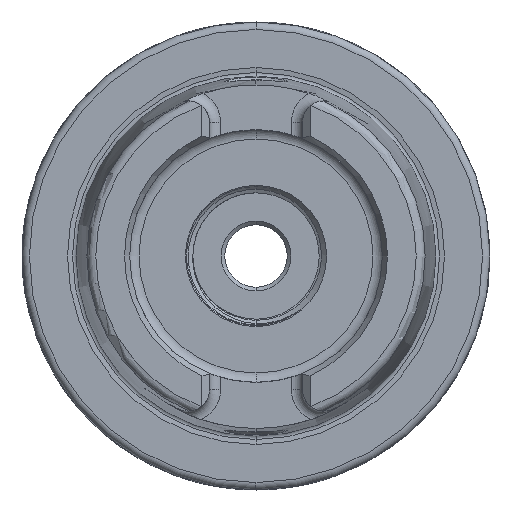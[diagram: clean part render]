
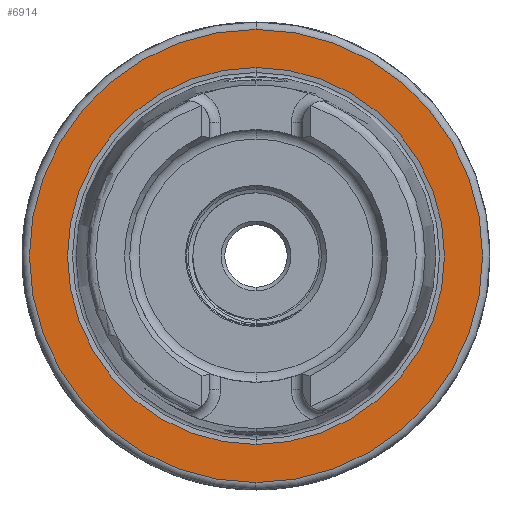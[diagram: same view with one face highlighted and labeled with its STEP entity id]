
A CAD part, left-side view. The second image highlights one B-rep face of the part: STEP entity #6914.
In plain terms, the highlighted planar face has unit normal (-1, 0, 0).
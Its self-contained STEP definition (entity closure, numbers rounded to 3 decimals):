
#47 = EDGE_CURVE ( 'NONE', #3590, #3588, #18651, .T. ) ;
#48 = EDGE_CURVE ( 'NONE', #3582, #3580, #18652, .T. ) ;
#397 = ORIENTED_EDGE ( 'NONE', *, *, #14810, .T. ) ;
#398 = ORIENTED_EDGE ( 'NONE', *, *, #47, .T. ) ;
#399 = ORIENTED_EDGE ( 'NONE', *, *, #48, .T. ) ;
#400 = ORIENTED_EDGE ( 'NONE', *, *, #14821, .T. ) ;
#519 = FACE_OUTER_BOUND ( 'NONE', #1036, .T. ) ;
#523 = FACE_BOUND ( 'NONE', #1037, .T. ) ;
#525 = AXIS2_PLACEMENT_3D ( 'NONE', #5476, #5477, #5478 ) ;
#1036 = EDGE_LOOP ( 'NONE', ( #397, #398 ) ) ;
#1037 = EDGE_LOOP ( 'NONE', ( #400, #399 ) ) ;
#1636 = CARTESIAN_POINT ( 'NONE',  ( 0., 0., 25.369 ) ) ;
#1637 = CARTESIAN_POINT ( 'NONE',  ( 0., 0., -25.369 ) ) ;
#1640 = CARTESIAN_POINT ( 'NONE',  ( 0., 0., 30.5 ) ) ;
#1641 = CARTESIAN_POINT ( 'NONE',  ( 0., 0., -30.5 ) ) ;
#3580 = VERTEX_POINT ( 'NONE', #1636 ) ;
#3582 = VERTEX_POINT ( 'NONE', #1637 ) ;
#3588 = VERTEX_POINT ( 'NONE', #1640 ) ;
#3590 = VERTEX_POINT ( 'NONE', #1641 ) ;
#4252 = AXIS2_PLACEMENT_3D ( 'NONE', #17265, #17266, #17267 ) ;
#5475 = PLANE ( 'NONE',  #525 ) ;
#5476 = CARTESIAN_POINT ( 'NONE',  ( 0., 25.369, 0. ) ) ;
#5477 = DIRECTION ( 'NONE',  ( -1., 0., 0. ) ) ;
#5478 = DIRECTION ( 'NONE',  ( 0., 0., 1. ) ) ;
#6914 = ADVANCED_FACE ( 'NONE', ( #519, #523 ), #5475, .T. ) ;
#11795 = AXIS2_PLACEMENT_3D ( 'NONE', #11854, #11855, #11856 ) ;
#11809 = AXIS2_PLACEMENT_3D ( 'NONE', #11887, #11888, #11889 ) ;
#11854 = CARTESIAN_POINT ( 'NONE',  ( 0., 0., 0. ) ) ;
#11855 = DIRECTION ( 'NONE',  ( -1., 0., 0. ) ) ;
#11856 = DIRECTION ( 'NONE',  ( 0., 0., 1. ) ) ;
#11887 = CARTESIAN_POINT ( 'NONE',  ( 0., 0., 0. ) ) ;
#11888 = DIRECTION ( 'NONE',  ( 1., 0., 0. ) ) ;
#11889 = DIRECTION ( 'NONE',  ( 0., 0., -1. ) ) ;
#14810 = EDGE_CURVE ( 'NONE', #3588, #3590, #18802, .T. ) ;
#14821 = EDGE_CURVE ( 'NONE', #3580, #3582, #18808, .T. ) ;
#17262 = CARTESIAN_POINT ( 'NONE',  ( 0., 0., 0. ) ) ;
#17263 = DIRECTION ( 'NONE',  ( -1., 0., 0. ) ) ;
#17264 = DIRECTION ( 'NONE',  ( 0., 0., 1. ) ) ;
#17265 = CARTESIAN_POINT ( 'NONE',  ( 0., 0., 0. ) ) ;
#17266 = DIRECTION ( 'NONE',  ( 1., 0., 0. ) ) ;
#17267 = DIRECTION ( 'NONE',  ( 0., 0., -1. ) ) ;
#17966 = AXIS2_PLACEMENT_3D ( 'NONE', #17262, #17263, #17264 ) ;
#18651 = CIRCLE ( 'NONE', #17966, 30.5 ) ;
#18652 = CIRCLE ( 'NONE', #4252, 25.369 ) ;
#18802 = CIRCLE ( 'NONE', #11795, 30.5 ) ;
#18808 = CIRCLE ( 'NONE', #11809, 25.369 ) ;
